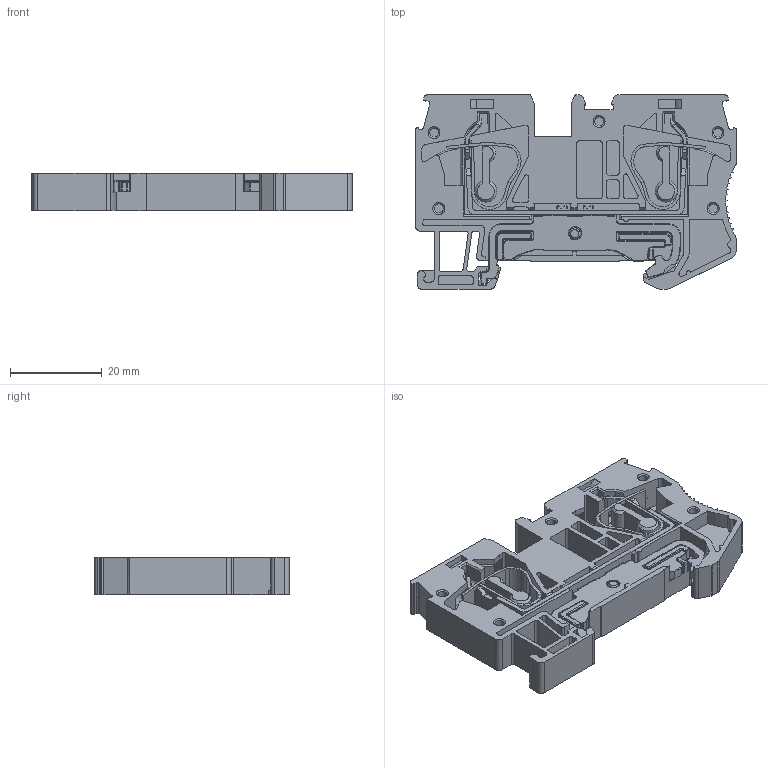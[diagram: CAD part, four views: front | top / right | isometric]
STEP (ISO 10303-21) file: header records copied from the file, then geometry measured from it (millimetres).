
FILE_DESCRIPTION (( 'STEP AP214' ), '1' );
FILE_NAME ('FJ6-6-D.STEP', '2024-08-23T11:26:30', ( 'Windows User' ), ( 'P R C' ), 'SwSTEP 2.0', 'SolidWorks 2018', '' );
FILE_SCHEMA (( 'AUTOMOTIVE_DESIGN' ));
Length unit declared in the file: millimetre
Products named in the file (1): FJ6-6-D
Bounding box: 70.06 x 42.42 x 8.17 mm (x, y, z)
Volume: 10330.4 mm3; surface area: 17165.4 mm2
Topology: 4 solids, 4 shells, 1272 faces, 3508 edges, 2248 vertices
Faces by surface type: plane 604, cylinder 520, bspline 126, cone 22
Entity records: 46693 total; most frequent: CARTESIAN_POINT 16324, ORIENTED_EDGE 6992, DIRECTION 5396, EDGE_CURVE 3496, VERTEX_POINT 2248, LINE 1952, VECTOR 1952, AXIS2_PLACEMENT_3D 1722
